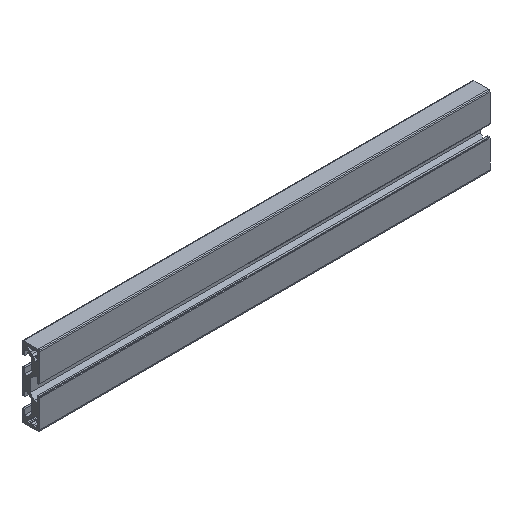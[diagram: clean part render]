
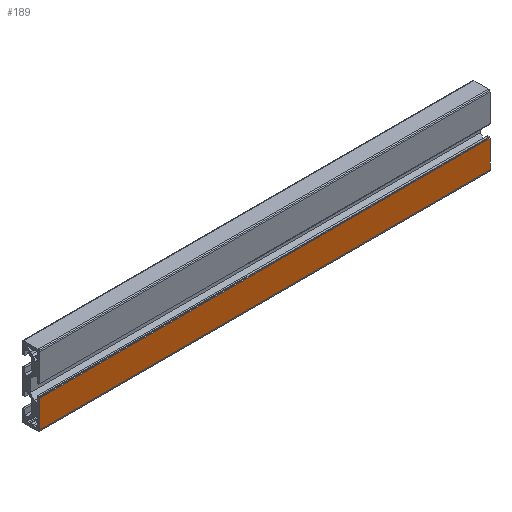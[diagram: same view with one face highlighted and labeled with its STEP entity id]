
A CAD part, isometric view. The second image highlights one B-rep face of the part: STEP entity #189.
In plain terms, the highlighted planar face has unit normal (0, -1, 0).
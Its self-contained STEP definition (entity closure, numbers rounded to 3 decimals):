
#189=ADVANCED_FACE('',(#430),#431,.T.);
#430=FACE_OUTER_BOUND('',#724,.T.);
#431=PLANE('',#725);
#724=EDGE_LOOP('',(#1187,#1188,#1189,#1190));
#725=AXIS2_PLACEMENT_3D('',#1191,#1192,#1193);
#1187=ORIENTED_EDGE('',*,*,#1987,.T.);
#1188=ORIENTED_EDGE('',*,*,#1988,.F.);
#1189=ORIENTED_EDGE('',*,*,#1989,.F.);
#1190=ORIENTED_EDGE('',*,*,#1984,.T.);
#1191=CARTESIAN_POINT('',(0.0,-5.0,-11.25));
#1192=DIRECTION('',(0.0,-1.0,0.0));
#1193=DIRECTION('',(0.0,0.0,-1.0));
#1984=EDGE_CURVE('',#2446,#2444,#2447,.T.);
#1987=EDGE_CURVE('',#2444,#2450,#2451,.T.);
#1988=EDGE_CURVE('',#2452,#2450,#2453,.T.);
#1989=EDGE_CURVE('',#2446,#2452,#2454,.T.);
#2444=VERTEX_POINT('',#3086);
#2446=VERTEX_POINT('',#3088);
#2447=LINE('',#3089,#3090);
#2450=VERTEX_POINT('',#3093);
#2451=LINE('',#3094,#3095);
#2452=VERTEX_POINT('',#3096);
#2453=LINE('',#3097,#3098);
#2454=LINE('',#3099,#3100);
#3086=CARTESIAN_POINT('',(253.0,-5.0,-19.0));
#3088=CARTESIAN_POINT('',(0.0,-5.0,-19.0));
#3089=CARTESIAN_POINT('',(0.0,-5.0,-19.0));
#3090=VECTOR('',#3712,1.0);
#3093=CARTESIAN_POINT('',(253.0,-5.0,-3.5));
#3094=CARTESIAN_POINT('',(253.0,-5.0,-19.0));
#3095=VECTOR('',#3716,1.0);
#3096=CARTESIAN_POINT('',(0.0,-5.0,-3.5));
#3097=CARTESIAN_POINT('',(0.0,-5.0,-3.5));
#3098=VECTOR('',#3717,1.0);
#3099=CARTESIAN_POINT('',(0.0,-5.0,-19.0));
#3100=VECTOR('',#3718,1.0);
#3712=DIRECTION('',(1.0,0.0,0.0));
#3716=DIRECTION('',(0.0,0.0,1.0));
#3717=DIRECTION('',(1.0,0.0,0.0));
#3718=DIRECTION('',(0.0,0.0,1.0));
